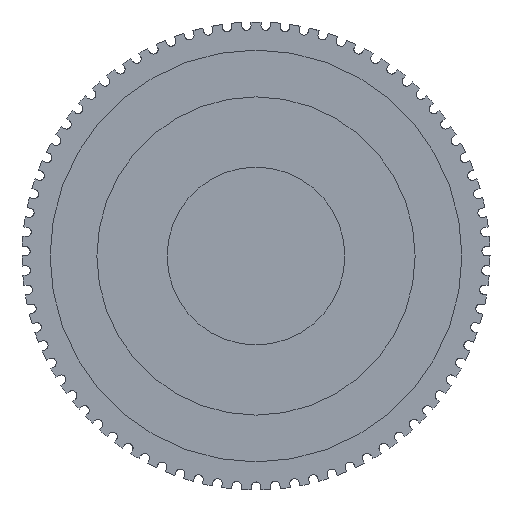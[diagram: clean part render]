
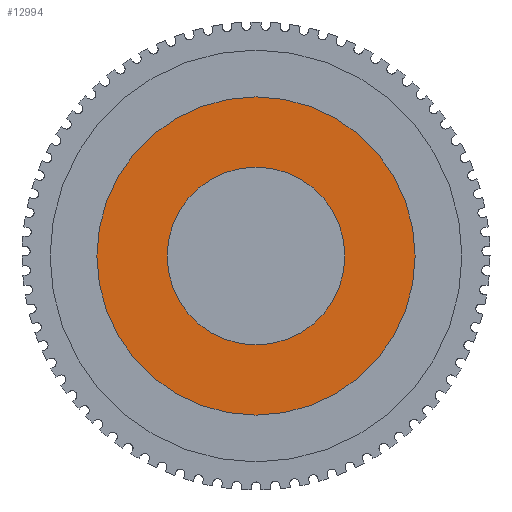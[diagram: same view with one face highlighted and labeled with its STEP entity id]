
A CAD part, front view. The second image highlights one B-rep face of the part: STEP entity #12994.
In plain terms, the highlighted planar face has unit normal (0, -1, 0).
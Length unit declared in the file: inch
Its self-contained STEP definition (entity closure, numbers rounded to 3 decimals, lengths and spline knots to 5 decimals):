
#1 = ORIENTED_EDGE ( 'NONE', *, *, #4101, .T. ) ;
#27 = VERTEX_POINT ( 'NONE', #5343 ) ;
#231 = EDGE_LOOP ( 'NONE', ( #3880, #1 ) ) ;
#922 = AXIS2_PLACEMENT_3D ( 'NONE', #5602, #2529, #13263 ) ;
#1388 = AXIS2_PLACEMENT_3D ( 'NONE', #2077, #1792, #5287 ) ;
#1410 = EDGE_CURVE ( 'NONE', #6393, #3033, #7638, .T. ) ;
#1754 = FACE_BOUND ( 'NONE', #231, .T. ) ;
#1792 = DIRECTION ( 'NONE',  ( 0., 1., 0. ) ) ;
#2077 = CARTESIAN_POINT ( 'NONE',  ( 0., -0.25196, 0. ) ) ;
#2526 = EDGE_CURVE ( 'NONE', #27, #9698, #13680, .T. ) ;
#2529 = DIRECTION ( 'NONE',  ( 0., 1., 0. ) ) ;
#2556 = DIRECTION ( 'NONE',  ( 0., 1., 0. ) ) ;
#2889 = CARTESIAN_POINT ( 'NONE',  ( -0.17204, -0.25196, 0.17204 ) ) ;
#3033 = VERTEX_POINT ( 'NONE', #6131 ) ;
#3785 = DIRECTION ( 'NONE',  ( 0., 1., 0. ) ) ;
#3880 = ORIENTED_EDGE ( 'NONE', *, *, #2526, .T. ) ;
#4101 = EDGE_CURVE ( 'NONE', #9698, #27, #13651, .T. ) ;
#4395 = CARTESIAN_POINT ( 'NONE',  ( 0., -0.25196, 0.09497 ) ) ;
#5287 = DIRECTION ( 'NONE',  ( 0., 0., -1. ) ) ;
#5343 = CARTESIAN_POINT ( 'NONE',  ( 0., -0.25196, -0.09497 ) ) ;
#5507 = CIRCLE ( 'NONE', #12990, 0.17 ) ;
#5602 = CARTESIAN_POINT ( 'NONE',  ( 0., -0.25196, 0. ) ) ;
#6086 = PLANE ( 'NONE',  #12568 ) ;
#6131 = CARTESIAN_POINT ( 'NONE',  ( 0.17, -0.25196, 0. ) ) ;
#6393 = VERTEX_POINT ( 'NONE', #7640 ) ;
#7638 = CIRCLE ( 'NONE', #12173, 0.17 ) ;
#7640 = CARTESIAN_POINT ( 'NONE',  ( -0.17, -0.25196, 0. ) ) ;
#8190 = CARTESIAN_POINT ( 'NONE',  ( 0., -0.25196, 0. ) ) ;
#8297 = FACE_OUTER_BOUND ( 'NONE', #10297, .T. ) ;
#8987 = ORIENTED_EDGE ( 'NONE', *, *, #12003, .F. ) ;
#9262 = DIRECTION ( 'NONE',  ( 1., 0., 0. ) ) ;
#9372 = DIRECTION ( 'NONE',  ( 0., 0., -1. ) ) ;
#9698 = VERTEX_POINT ( 'NONE', #4395 ) ;
#10297 = EDGE_LOOP ( 'NONE', ( #8987, #14006 ) ) ;
#10426 = DIRECTION ( 'NONE',  ( 0., -1., 0. ) ) ;
#11226 = DIRECTION ( 'NONE',  ( 1., 0., 0. ) ) ;
#12003 = EDGE_CURVE ( 'NONE', #3033, #6393, #5507, .T. ) ;
#12173 = AXIS2_PLACEMENT_3D ( 'NONE', #13430, #2556, #11226 ) ;
#12568 = AXIS2_PLACEMENT_3D ( 'NONE', #2889, #10426, #9372 ) ;
#12990 = AXIS2_PLACEMENT_3D ( 'NONE', #8190, #3785, #9262 ) ;
#12994 = ADVANCED_FACE ( 'NONE', ( #1754, #8297 ), #6086, .T. ) ;
#13263 = DIRECTION ( 'NONE',  ( 0., 0., -1. ) ) ;
#13430 = CARTESIAN_POINT ( 'NONE',  ( 0., -0.25196, 0. ) ) ;
#13651 = CIRCLE ( 'NONE', #1388, 0.09497 ) ;
#13680 = CIRCLE ( 'NONE', #922, 0.09497 ) ;
#14006 = ORIENTED_EDGE ( 'NONE', *, *, #1410, .F. ) ;
